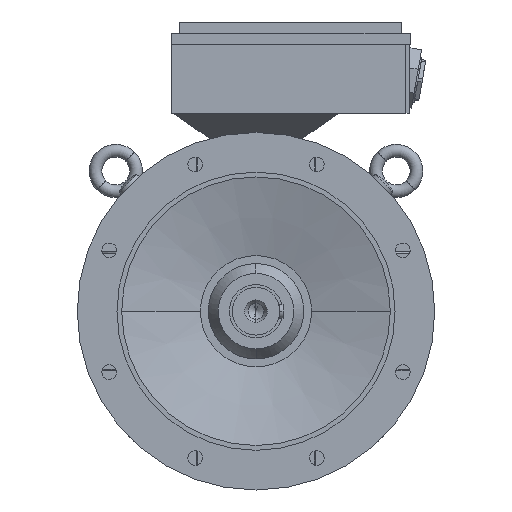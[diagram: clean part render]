
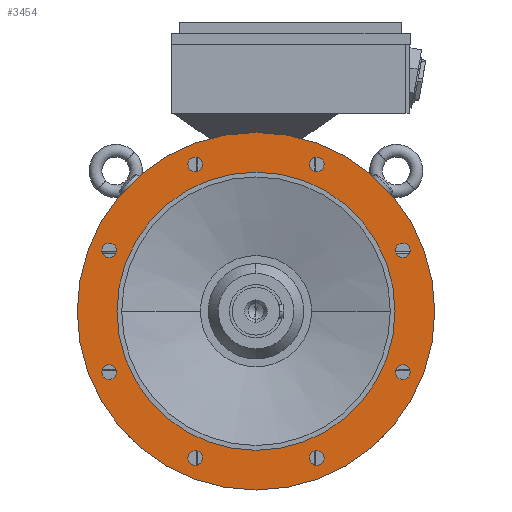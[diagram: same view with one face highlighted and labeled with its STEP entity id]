
A CAD part, left-side view. The second image highlights one B-rep face of the part: STEP entity #3454.
In plain terms, the highlighted planar face has unit normal (-1, 0, 0).
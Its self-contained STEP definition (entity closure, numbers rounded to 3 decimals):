
#3454=ADVANCED_FACE('',(#6979,#6980,#6981,#6982,#6983,#6984,#6985,#6986,#6987,#6988),#6989,.T.);
#6979=FACE_BOUND('',#10541,.T.);
#6980=FACE_BOUND('',#10542,.T.);
#6981=FACE_BOUND('',#10543,.T.);
#6982=FACE_BOUND('',#10544,.T.);
#6983=FACE_BOUND('',#10545,.T.);
#6984=FACE_BOUND('',#10546,.T.);
#6985=FACE_BOUND('',#10547,.T.);
#6986=FACE_BOUND('',#10548,.T.);
#6987=FACE_OUTER_BOUND('',#10549,.T.);
#6988=FACE_BOUND('',#10550,.T.);
#6989=PLANE('',#10551);
#10541=EDGE_LOOP('',(#21413,#21414));
#10542=EDGE_LOOP('',(#21415,#21416));
#10543=EDGE_LOOP('',(#21417,#21418));
#10544=EDGE_LOOP('',(#21419,#21420));
#10545=EDGE_LOOP('',(#21421,#21422));
#10546=EDGE_LOOP('',(#21423,#21424));
#10547=EDGE_LOOP('',(#21425,#21426));
#10548=EDGE_LOOP('',(#21427,#21428));
#10549=EDGE_LOOP('',(#21429,#21430));
#10550=EDGE_LOOP('',(#21431,#21432));
#10551=AXIS2_PLACEMENT_3D('',#21433,#21434,#21435);
#21413=ORIENTED_EDGE('',*,*,#25800,.T.);
#21414=ORIENTED_EDGE('',*,*,#21809,.T.);
#21415=ORIENTED_EDGE('',*,*,#25803,.T.);
#21416=ORIENTED_EDGE('',*,*,#21804,.T.);
#21417=ORIENTED_EDGE('',*,*,#25806,.T.);
#21418=ORIENTED_EDGE('',*,*,#21799,.T.);
#21419=ORIENTED_EDGE('',*,*,#25809,.T.);
#21420=ORIENTED_EDGE('',*,*,#21794,.T.);
#21421=ORIENTED_EDGE('',*,*,#25812,.T.);
#21422=ORIENTED_EDGE('',*,*,#21789,.T.);
#21423=ORIENTED_EDGE('',*,*,#25815,.T.);
#21424=ORIENTED_EDGE('',*,*,#21784,.T.);
#21425=ORIENTED_EDGE('',*,*,#25818,.T.);
#21426=ORIENTED_EDGE('',*,*,#21779,.T.);
#21427=ORIENTED_EDGE('',*,*,#25821,.T.);
#21428=ORIENTED_EDGE('',*,*,#21774,.T.);
#21429=ORIENTED_EDGE('',*,*,#21738,.F.);
#21430=ORIENTED_EDGE('',*,*,#25861,.F.);
#21431=ORIENTED_EDGE('',*,*,#21745,.T.);
#21432=ORIENTED_EDGE('',*,*,#25859,.T.);
#21433=CARTESIAN_POINT('',(-88.0,200.0,0.0));
#21434=DIRECTION('',(-1.0,0.0,0.0));
#21435=DIRECTION('',(0.0,-1.0,0.0));
#21738=EDGE_CURVE('',#26153,#26156,#26157,.T.);
#21745=EDGE_CURVE('',#26163,#26167,#26169,.T.);
#21774=EDGE_CURVE('',#26218,#26215,#26219,.T.);
#21779=EDGE_CURVE('',#26227,#26224,#26228,.T.);
#21784=EDGE_CURVE('',#26236,#26233,#26237,.T.);
#21789=EDGE_CURVE('',#26245,#26242,#26246,.T.);
#21794=EDGE_CURVE('',#26254,#26251,#26255,.T.);
#21799=EDGE_CURVE('',#26263,#26260,#26264,.T.);
#21804=EDGE_CURVE('',#26272,#26269,#26273,.T.);
#21809=EDGE_CURVE('',#26281,#26278,#26282,.T.);
#25800=EDGE_CURVE('',#26278,#26281,#32222,.T.);
#25803=EDGE_CURVE('',#26269,#26272,#32225,.T.);
#25806=EDGE_CURVE('',#26260,#26263,#32228,.T.);
#25809=EDGE_CURVE('',#26251,#26254,#32231,.T.);
#25812=EDGE_CURVE('',#26242,#26245,#32234,.T.);
#25815=EDGE_CURVE('',#26233,#26236,#32237,.T.);
#25818=EDGE_CURVE('',#26224,#26227,#32240,.T.);
#25821=EDGE_CURVE('',#26215,#26218,#32243,.T.);
#25859=EDGE_CURVE('',#26167,#26163,#32281,.T.);
#25861=EDGE_CURVE('',#26156,#26153,#32283,.T.);
#26153=VERTEX_POINT('',#32829);
#26156=VERTEX_POINT('',#32833);
#26157=CIRCLE('',#32834,225.0);
#26163=VERTEX_POINT('',#32841);
#26167=VERTEX_POINT('',#32846);
#26169=CIRCLE('',#32849,175.0);
#26215=VERTEX_POINT('',#32903);
#26218=VERTEX_POINT('',#32907);
#26219=CIRCLE('',#32908,9.25);
#26224=VERTEX_POINT('',#32914);
#26227=VERTEX_POINT('',#32918);
#26228=CIRCLE('',#32919,9.25);
#26233=VERTEX_POINT('',#32925);
#26236=VERTEX_POINT('',#32929);
#26237=CIRCLE('',#32930,9.25);
#26242=VERTEX_POINT('',#32936);
#26245=VERTEX_POINT('',#32940);
#26246=CIRCLE('',#32941,9.25);
#26251=VERTEX_POINT('',#32947);
#26254=VERTEX_POINT('',#32951);
#26255=CIRCLE('',#32952,9.25);
#26260=VERTEX_POINT('',#32958);
#26263=VERTEX_POINT('',#32962);
#26264=CIRCLE('',#32963,9.25);
#26269=VERTEX_POINT('',#32969);
#26272=VERTEX_POINT('',#32973);
#26273=CIRCLE('',#32974,9.25);
#26278=VERTEX_POINT('',#32980);
#26281=VERTEX_POINT('',#32984);
#26282=CIRCLE('',#32985,9.25);
#32222=CIRCLE('',#53117,9.25);
#32225=CIRCLE('',#53120,9.25);
#32228=CIRCLE('',#53123,9.25);
#32231=CIRCLE('',#53126,9.25);
#32234=CIRCLE('',#53129,9.25);
#32237=CIRCLE('',#53132,9.25);
#32240=CIRCLE('',#53135,9.25);
#32243=CIRCLE('',#53138,9.25);
#32281=CIRCLE('',#53184,175.0);
#32283=CIRCLE('',#53186,225.0);
#32829=CARTESIAN_POINT('',(-88.0,225.0,0.0));
#32833=CARTESIAN_POINT('',(-88.0,-225.0,0.));
#32834=AXIS2_PLACEMENT_3D('',#53428,#53429,#53430);
#32841=CARTESIAN_POINT('',(-88.0,175.0,0.0));
#32846=CARTESIAN_POINT('',(-88.0,-175.0,0.));
#32849=AXIS2_PLACEMENT_3D('',#53440,#53441,#53442);
#32903=CARTESIAN_POINT('',(-88.0,-80.077,193.322));
#32907=CARTESIAN_POINT('',(-88.0,-72.997,176.23));
#32908=AXIS2_PLACEMENT_3D('',#53491,#53492,#53493);
#32914=CARTESIAN_POINT('',(-88.0,80.077,193.322));
#32918=CARTESIAN_POINT('',(-88.0,72.997,176.23));
#32919=AXIS2_PLACEMENT_3D('',#53499,#53500,#53501);
#32925=CARTESIAN_POINT('',(-88.0,193.322,80.077));
#32929=CARTESIAN_POINT('',(-88.0,176.23,72.997));
#32930=AXIS2_PLACEMENT_3D('',#53507,#53508,#53509);
#32936=CARTESIAN_POINT('',(-88.0,193.322,-80.077));
#32940=CARTESIAN_POINT('',(-88.0,176.23,-72.997));
#32941=AXIS2_PLACEMENT_3D('',#53515,#53516,#53517);
#32947=CARTESIAN_POINT('',(-88.0,80.077,-193.322));
#32951=CARTESIAN_POINT('',(-88.0,72.997,-176.23));
#32952=AXIS2_PLACEMENT_3D('',#53523,#53524,#53525);
#32958=CARTESIAN_POINT('',(-88.0,-80.077,-193.322));
#32962=CARTESIAN_POINT('',(-88.0,-72.997,-176.23));
#32963=AXIS2_PLACEMENT_3D('',#53531,#53532,#53533);
#32969=CARTESIAN_POINT('',(-88.0,-193.322,-80.077));
#32973=CARTESIAN_POINT('',(-88.0,-176.23,-72.997));
#32974=AXIS2_PLACEMENT_3D('',#53539,#53540,#53541);
#32980=CARTESIAN_POINT('',(-88.0,-193.322,80.077));
#32984=CARTESIAN_POINT('',(-88.0,-176.23,72.997));
#32985=AXIS2_PLACEMENT_3D('',#53547,#53548,#53549);
#53117=AXIS2_PLACEMENT_3D('',#56952,#56953,#56954);
#53120=AXIS2_PLACEMENT_3D('',#56958,#56959,#56960);
#53123=AXIS2_PLACEMENT_3D('',#56964,#56965,#56966);
#53126=AXIS2_PLACEMENT_3D('',#56970,#56971,#56972);
#53129=AXIS2_PLACEMENT_3D('',#56976,#56977,#56978);
#53132=AXIS2_PLACEMENT_3D('',#56982,#56983,#56984);
#53135=AXIS2_PLACEMENT_3D('',#56988,#56989,#56990);
#53138=AXIS2_PLACEMENT_3D('',#56994,#56995,#56996);
#53184=AXIS2_PLACEMENT_3D('',#57029,#57030,#57031);
#53186=AXIS2_PLACEMENT_3D('',#57032,#57033,#57034);
#53428=CARTESIAN_POINT('',(-88.0,0.0,0.0));
#53429=DIRECTION('',(1.0,0.0,0.0));
#53430=DIRECTION('',(0.0,1.0,0.0));
#53440=CARTESIAN_POINT('',(-88.0,0.0,0.0));
#53441=DIRECTION('',(1.0,0.0,0.0));
#53442=DIRECTION('',(0.0,1.0,0.0));
#53491=CARTESIAN_POINT('',(-88.0,-76.537,184.776));
#53492=DIRECTION('',(1.0,0.0,-0.0));
#53493=DIRECTION('',(0.0,-0.383,0.924));
#53499=CARTESIAN_POINT('',(-88.0,76.537,184.776));
#53500=DIRECTION('',(1.0,0.0,-0.0));
#53501=DIRECTION('',(0.0,0.383,0.924));
#53507=CARTESIAN_POINT('',(-88.0,184.776,76.537));
#53508=DIRECTION('',(1.0,0.0,-0.0));
#53509=DIRECTION('',(0.0,0.924,0.383));
#53515=CARTESIAN_POINT('',(-88.0,184.776,-76.537));
#53516=DIRECTION('',(1.0,-0.0,0.0));
#53517=DIRECTION('',(0.0,0.924,-0.383));
#53523=CARTESIAN_POINT('',(-88.0,76.537,-184.776));
#53524=DIRECTION('',(1.0,-0.0,0.0));
#53525=DIRECTION('',(0.0,0.383,-0.924));
#53531=CARTESIAN_POINT('',(-88.0,-76.537,-184.776));
#53532=DIRECTION('',(1.0,0.0,0.0));
#53533=DIRECTION('',(0.0,-0.383,-0.924));
#53539=CARTESIAN_POINT('',(-88.0,-184.776,-76.537));
#53540=DIRECTION('',(1.0,0.0,0.0));
#53541=DIRECTION('',(0.0,-0.924,-0.383));
#53547=CARTESIAN_POINT('',(-88.0,-184.776,76.537));
#53548=DIRECTION('',(1.0,0.0,-0.0));
#53549=DIRECTION('',(0.0,-0.924,0.383));
#56952=CARTESIAN_POINT('',(-88.0,-184.776,76.537));
#56953=DIRECTION('',(1.0,0.0,-0.0));
#56954=DIRECTION('',(0.0,-0.924,0.383));
#56958=CARTESIAN_POINT('',(-88.0,-184.776,-76.537));
#56959=DIRECTION('',(1.0,0.0,0.0));
#56960=DIRECTION('',(0.0,-0.924,-0.383));
#56964=CARTESIAN_POINT('',(-88.0,-76.537,-184.776));
#56965=DIRECTION('',(1.0,0.0,0.0));
#56966=DIRECTION('',(0.0,-0.383,-0.924));
#56970=CARTESIAN_POINT('',(-88.0,76.537,-184.776));
#56971=DIRECTION('',(1.0,-0.0,0.0));
#56972=DIRECTION('',(0.0,0.383,-0.924));
#56976=CARTESIAN_POINT('',(-88.0,184.776,-76.537));
#56977=DIRECTION('',(1.0,-0.0,0.0));
#56978=DIRECTION('',(0.0,0.924,-0.383));
#56982=CARTESIAN_POINT('',(-88.0,184.776,76.537));
#56983=DIRECTION('',(1.0,0.0,-0.0));
#56984=DIRECTION('',(0.0,0.924,0.383));
#56988=CARTESIAN_POINT('',(-88.0,76.537,184.776));
#56989=DIRECTION('',(1.0,0.0,-0.0));
#56990=DIRECTION('',(0.0,0.383,0.924));
#56994=CARTESIAN_POINT('',(-88.0,-76.537,184.776));
#56995=DIRECTION('',(1.0,0.0,-0.0));
#56996=DIRECTION('',(0.0,-0.383,0.924));
#57029=CARTESIAN_POINT('',(-88.0,0.0,0.0));
#57030=DIRECTION('',(1.0,0.0,0.0));
#57031=DIRECTION('',(0.0,1.0,0.0));
#57032=CARTESIAN_POINT('',(-88.0,0.0,0.0));
#57033=DIRECTION('',(1.0,0.0,0.0));
#57034=DIRECTION('',(0.0,1.0,0.0));
